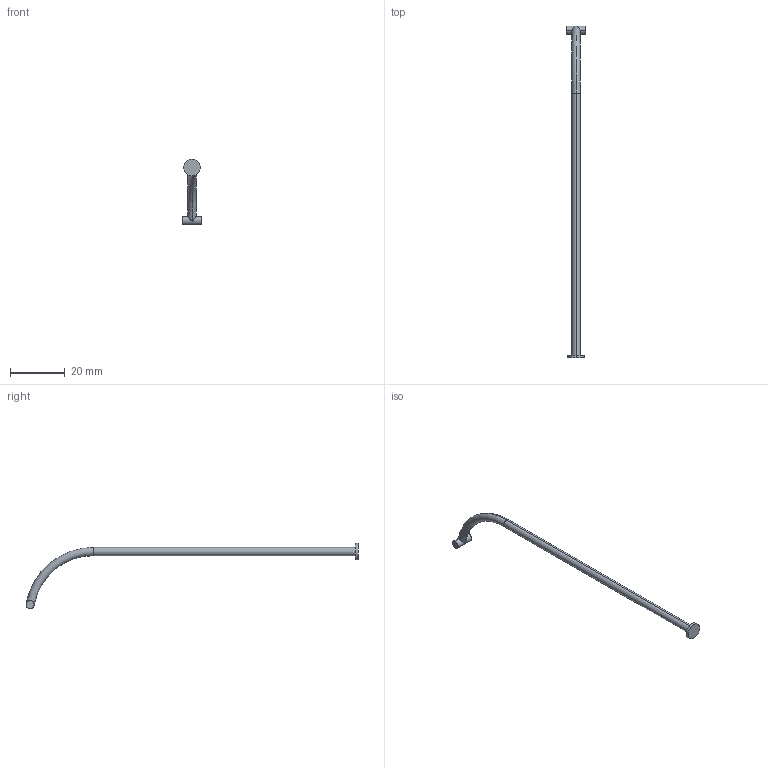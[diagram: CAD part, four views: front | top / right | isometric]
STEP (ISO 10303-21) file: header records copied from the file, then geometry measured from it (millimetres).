
FILE_DESCRIPTION (( 'STEP AP203' ), '1' );
FILE_NAME ('spring connector_Default_sldprt.STEP', '2018-11-21T07:49:07', ( '' ), ( '' ), 'SwSTEP 2.0', 'SolidWorks 2017', '' );
FILE_SCHEMA (( 'CONFIG_CONTROL_DESIGN' ));
Length unit declared in the file: millimetre
Products named in the file (1): spring connector_Default_sldprt
Bounding box: 7 x 121.64 x 23.92 mm (x, y, z)
Volume: 979.3 mm3; surface area: 1344.5 mm2
Topology: 1 solids, 1 shells, 12 faces, 25 edges, 16 vertices
Faces by surface type: cylinder 6, plane 4, torus 2
Entity records: 452 total; most frequent: CARTESIAN_POINT 110, DIRECTION 61, ORIENTED_EDGE 50, AXIS2_PLACEMENT_3D 27, EDGE_CURVE 25, VERTEX_POINT 16, CIRCLE 14, EDGE_LOOP 13
